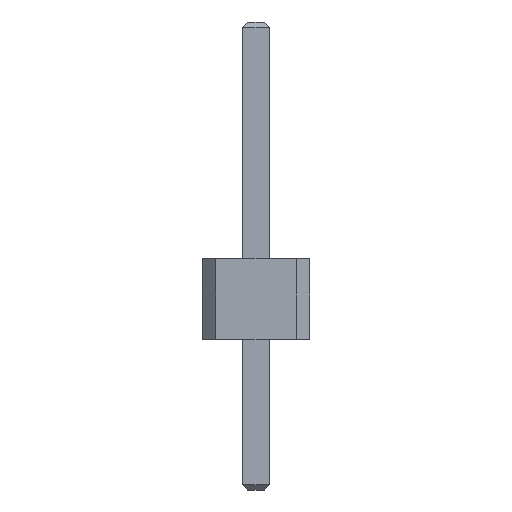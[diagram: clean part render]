
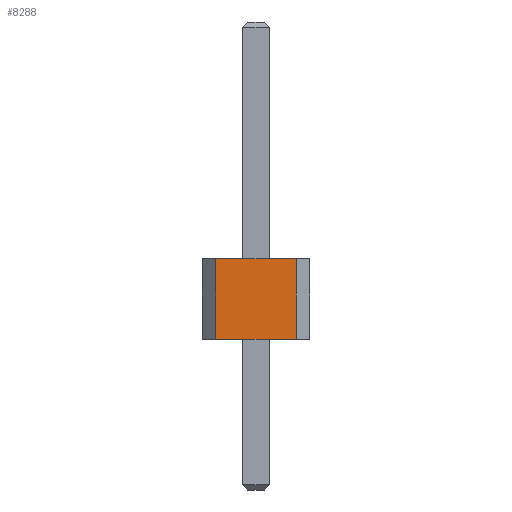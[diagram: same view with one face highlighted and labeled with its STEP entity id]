
A CAD part, front view. The second image highlights one B-rep face of the part: STEP entity #8288.
In plain terms, the highlighted planar face has unit normal (0, -1, 0).
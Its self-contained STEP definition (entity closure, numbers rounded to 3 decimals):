
#44 = PLANE('',#45);
#45 = AXIS2_PLACEMENT_3D('',#46,#47,#48);
#46 = CARTESIAN_POINT('',(-1.,0.75,0.));
#47 = DIRECTION('',(0.,0.,-1.));
#48 = DIRECTION('',(0.,1.,0.));
#100 = PLANE('',#101);
#101 = AXIS2_PLACEMENT_3D('',#102,#103,#104);
#102 = CARTESIAN_POINT('',(-1.,0.75,1.5));
#103 = DIRECTION('',(0.,0.,-1.));
#104 = DIRECTION('',(-1.,0.,0.));
#1169 = VERTEX_POINT('',#1170);
#1170 = CARTESIAN_POINT('',(0.75,-23.,0.));
#1184 = PLANE('',#1185);
#1185 = AXIS2_PLACEMENT_3D('',#1186,#1187,#1188);
#1186 = CARTESIAN_POINT('',(0.875,-22.875,0.));
#1187 = DIRECTION('',(0.707,-0.707,0.));
#1188 = DIRECTION('',(0.,0.,-1.));
#1196 = EDGE_CURVE('',#1197,#1169,#1199,.T.);
#1197 = VERTEX_POINT('',#1198);
#1198 = CARTESIAN_POINT('',(-0.75,-23.,0.));
#1199 = SURFACE_CURVE('',#1200,(#1204,#1211),.PCURVE_S1.);
#1200 = LINE('',#1201,#1202);
#1201 = CARTESIAN_POINT('',(-1.,-23.,0.));
#1202 = VECTOR('',#1203,1.);
#1203 = DIRECTION('',(1.,0.,0.));
#1204 = PCURVE('',#44,#1205);
#1205 = DEFINITIONAL_REPRESENTATION('',(#1206),#1210);
#1206 = LINE('',#1207,#1208);
#1207 = CARTESIAN_POINT('',(-23.75,0.));
#1208 = VECTOR('',#1209,1.);
#1209 = DIRECTION('',(0.,1.));
#1210 = ( GEOMETRIC_REPRESENTATION_CONTEXT(2) 
PARAMETRIC_REPRESENTATION_CONTEXT() REPRESENTATION_CONTEXT('2D SPACE',''
  ) );
#1211 = PCURVE('',#1212,#1217);
#1212 = PLANE('',#1213);
#1213 = AXIS2_PLACEMENT_3D('',#1214,#1215,#1216);
#1214 = CARTESIAN_POINT('',(-1.,-23.,0.));
#1215 = DIRECTION('',(0.,1.,0.));
#1216 = DIRECTION('',(1.,0.,0.));
#1217 = DEFINITIONAL_REPRESENTATION('',(#1218),#1222);
#1218 = LINE('',#1219,#1220);
#1219 = CARTESIAN_POINT('',(0.,0.));
#1220 = VECTOR('',#1221,1.);
#1221 = DIRECTION('',(1.,0.));
#1222 = ( GEOMETRIC_REPRESENTATION_CONTEXT(2) 
PARAMETRIC_REPRESENTATION_CONTEXT() REPRESENTATION_CONTEXT('2D SPACE',''
  ) );
#1240 = PLANE('',#1241);
#1241 = AXIS2_PLACEMENT_3D('',#1242,#1243,#1244);
#1242 = CARTESIAN_POINT('',(-0.875,-22.875,0.));
#1243 = DIRECTION('',(-0.707,-0.707,0.));
#1244 = DIRECTION('',(0.,0.,-1.));
#4356 = VERTEX_POINT('',#4357);
#4357 = CARTESIAN_POINT('',(0.75,-23.,1.5));
#4378 = EDGE_CURVE('',#4379,#4356,#4381,.T.);
#4379 = VERTEX_POINT('',#4380);
#4380 = CARTESIAN_POINT('',(-0.75,-23.,1.5));
#4381 = SURFACE_CURVE('',#4382,(#4386,#4393),.PCURVE_S1.);
#4382 = LINE('',#4383,#4384);
#4383 = CARTESIAN_POINT('',(-1.,-23.,1.5));
#4384 = VECTOR('',#4385,1.);
#4385 = DIRECTION('',(1.,0.,0.));
#4386 = PCURVE('',#100,#4387);
#4387 = DEFINITIONAL_REPRESENTATION('',(#4388),#4392);
#4388 = LINE('',#4389,#4390);
#4389 = CARTESIAN_POINT('',(0.,-23.75));
#4390 = VECTOR('',#4391,1.);
#4391 = DIRECTION('',(-1.,0.));
#4392 = ( GEOMETRIC_REPRESENTATION_CONTEXT(2) 
PARAMETRIC_REPRESENTATION_CONTEXT() REPRESENTATION_CONTEXT('2D SPACE',''
  ) );
#4393 = PCURVE('',#1212,#4394);
#4394 = DEFINITIONAL_REPRESENTATION('',(#4395),#4399);
#4395 = LINE('',#4396,#4397);
#4396 = CARTESIAN_POINT('',(0.,-1.5));
#4397 = VECTOR('',#4398,1.);
#4398 = DIRECTION('',(1.,0.));
#4399 = ( GEOMETRIC_REPRESENTATION_CONTEXT(2) 
PARAMETRIC_REPRESENTATION_CONTEXT() REPRESENTATION_CONTEXT('2D SPACE',''
  ) );
#8268 = EDGE_CURVE('',#1197,#4379,#8269,.T.);
#8269 = SURFACE_CURVE('',#8270,(#8274,#8281),.PCURVE_S1.);
#8270 = LINE('',#8271,#8272);
#8271 = CARTESIAN_POINT('',(-0.75,-23.,0.));
#8272 = VECTOR('',#8273,1.);
#8273 = DIRECTION('',(0.,0.,1.));
#8274 = PCURVE('',#1240,#8275);
#8275 = DEFINITIONAL_REPRESENTATION('',(#8276),#8280);
#8276 = LINE('',#8277,#8278);
#8277 = CARTESIAN_POINT('',(0.,0.177));
#8278 = VECTOR('',#8279,1.);
#8279 = DIRECTION('',(-1.,0.));
#8280 = ( GEOMETRIC_REPRESENTATION_CONTEXT(2) 
PARAMETRIC_REPRESENTATION_CONTEXT() REPRESENTATION_CONTEXT('2D SPACE',''
  ) );
#8281 = PCURVE('',#1212,#8282);
#8282 = DEFINITIONAL_REPRESENTATION('',(#8283),#8287);
#8283 = LINE('',#8284,#8285);
#8284 = CARTESIAN_POINT('',(0.25,0.));
#8285 = VECTOR('',#8286,1.);
#8286 = DIRECTION('',(0.,-1.));
#8287 = ( GEOMETRIC_REPRESENTATION_CONTEXT(2) 
PARAMETRIC_REPRESENTATION_CONTEXT() REPRESENTATION_CONTEXT('2D SPACE',''
  ) );
#8288 = ADVANCED_FACE('',(#8289),#1212,.F.);
#8289 = FACE_BOUND('',#8290,.F.);
#8290 = EDGE_LOOP('',(#8291,#8292,#8293,#8294));
#8291 = ORIENTED_EDGE('',*,*,#1196,.F.);
#8292 = ORIENTED_EDGE('',*,*,#8268,.T.);
#8293 = ORIENTED_EDGE('',*,*,#4378,.T.);
#8294 = ORIENTED_EDGE('',*,*,#8295,.F.);
#8295 = EDGE_CURVE('',#1169,#4356,#8296,.T.);
#8296 = SURFACE_CURVE('',#8297,(#8301,#8308),.PCURVE_S1.);
#8297 = LINE('',#8298,#8299);
#8298 = CARTESIAN_POINT('',(0.75,-23.,0.));
#8299 = VECTOR('',#8300,1.);
#8300 = DIRECTION('',(0.,0.,1.));
#8301 = PCURVE('',#1212,#8302);
#8302 = DEFINITIONAL_REPRESENTATION('',(#8303),#8307);
#8303 = LINE('',#8304,#8305);
#8304 = CARTESIAN_POINT('',(1.75,0.));
#8305 = VECTOR('',#8306,1.);
#8306 = DIRECTION('',(0.,-1.));
#8307 = ( GEOMETRIC_REPRESENTATION_CONTEXT(2) 
PARAMETRIC_REPRESENTATION_CONTEXT() REPRESENTATION_CONTEXT('2D SPACE',''
  ) );
#8308 = PCURVE('',#1184,#8309);
#8309 = DEFINITIONAL_REPRESENTATION('',(#8310),#8314);
#8310 = LINE('',#8311,#8312);
#8311 = CARTESIAN_POINT('',(0.,-0.177));
#8312 = VECTOR('',#8313,1.);
#8313 = DIRECTION('',(-1.,0.));
#8314 = ( GEOMETRIC_REPRESENTATION_CONTEXT(2) 
PARAMETRIC_REPRESENTATION_CONTEXT() REPRESENTATION_CONTEXT('2D SPACE',''
  ) );
